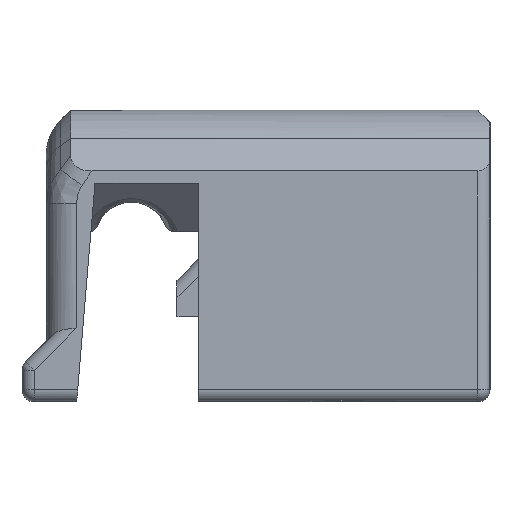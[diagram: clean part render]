
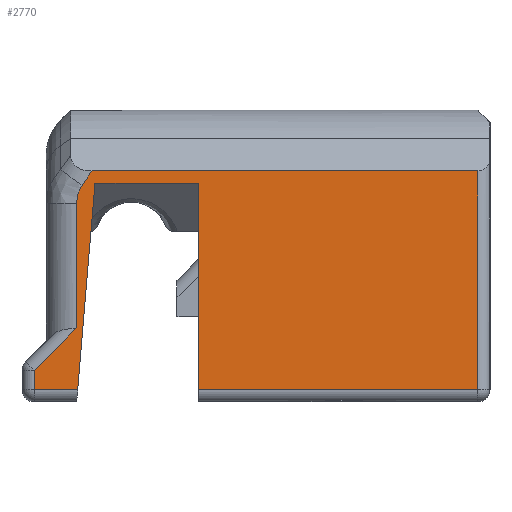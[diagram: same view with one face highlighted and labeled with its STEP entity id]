
A CAD part, left-side view. The second image highlights one B-rep face of the part: STEP entity #2770.
In plain terms, the highlighted planar face has unit normal (-1, 0, 0).
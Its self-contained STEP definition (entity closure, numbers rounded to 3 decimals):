
#80=PLANE('',#3012);
#178=LINE('',#3981,#483);
#227=LINE('',#4415,#532);
#244=LINE('',#4457,#549);
#247=LINE('',#4468,#552);
#248=LINE('',#4475,#553);
#259=LINE('',#4519,#564);
#261=LINE('',#4538,#566);
#264=LINE('',#4545,#569);
#281=LINE('',#4635,#586);
#309=LINE('',#4696,#614);
#310=LINE('',#4697,#615);
#483=VECTOR('',#3173,10.);
#532=VECTOR('',#3294,10.);
#549=VECTOR('',#3327,10.);
#552=VECTOR('',#3338,10.);
#553=VECTOR('',#3347,10.);
#564=VECTOR('',#3384,10.);
#566=VECTOR('',#3392,10.);
#569=VECTOR('',#3401,10.);
#586=VECTOR('',#3490,10.);
#614=VECTOR('',#3548,10.);
#615=VECTOR('',#3549,10.);
#799=ELLIPSE('',#2872,2.121,1.5);
#909=FACE_OUTER_BOUND('',#1068,.T.);
#1068=EDGE_LOOP('',(#2275,#2276,#2277,#2278,#2279,#2280,#2281,#2282,#2283,
#2284,#2285,#2286));
#1211=VERTEX_POINT('',#3915);
#1212=VERTEX_POINT('',#3917);
#1234=VERTEX_POINT('',#3980);
#1300=VERTEX_POINT('',#4412);
#1301=VERTEX_POINT('',#4414);
#1317=VERTEX_POINT('',#4454);
#1318=VERTEX_POINT('',#4456);
#1320=VERTEX_POINT('',#4462);
#1324=VERTEX_POINT('',#4474);
#1335=VERTEX_POINT('',#4516);
#1336=VERTEX_POINT('',#4518);
#1374=VERTEX_POINT('',#4695);
#1462=EDGE_CURVE('',#1211,#1212,#799,.T.);
#1494=EDGE_CURVE('',#1212,#1234,#178,.T.);
#1577=EDGE_CURVE('',#1301,#1300,#227,.T.);
#1598=EDGE_CURVE('',#1317,#1318,#244,.T.);
#1604=EDGE_CURVE('',#1318,#1320,#247,.T.);
#1607=EDGE_CURVE('',#1320,#1324,#248,.T.);
#1625=EDGE_CURVE('',#1335,#1336,#259,.T.);
#1631=EDGE_CURVE('',#1336,#1300,#261,.T.);
#1635=EDGE_CURVE('',#1234,#1335,#264,.T.);
#1673=EDGE_CURVE('',#1324,#1211,#281,.T.);
#1703=EDGE_CURVE('',#1374,#1317,#309,.T.);
#1704=EDGE_CURVE('',#1301,#1374,#310,.T.);
#2275=ORIENTED_EDGE('',*,*,#1462,.F.);
#2276=ORIENTED_EDGE('',*,*,#1673,.F.);
#2277=ORIENTED_EDGE('',*,*,#1607,.F.);
#2278=ORIENTED_EDGE('',*,*,#1604,.F.);
#2279=ORIENTED_EDGE('',*,*,#1598,.F.);
#2280=ORIENTED_EDGE('',*,*,#1703,.F.);
#2281=ORIENTED_EDGE('',*,*,#1704,.F.);
#2282=ORIENTED_EDGE('',*,*,#1577,.T.);
#2283=ORIENTED_EDGE('',*,*,#1631,.F.);
#2284=ORIENTED_EDGE('',*,*,#1625,.F.);
#2285=ORIENTED_EDGE('',*,*,#1635,.F.);
#2286=ORIENTED_EDGE('',*,*,#1494,.F.);
#2770=ADVANCED_FACE('',(#909),#80,.T.);
#2872=AXIS2_PLACEMENT_3D('',#3918,#3113,#3114);
#3012=AXIS2_PLACEMENT_3D('',#4694,#3546,#3547);
#3113=DIRECTION('center_axis',(1.,0.,0.));
#3114=DIRECTION('ref_axis',(0.,0.,
1.));
#3173=DIRECTION('',(0.,-0.577,0.816));
#3294=DIRECTION('',(0.,0.,-1.));
#3327=DIRECTION('',(0.,1.,0.));
#3338=DIRECTION('',(0.,0.,1.));
#3347=DIRECTION('',(0.,-0.707,0.707));
#3384=DIRECTION('',(0.,0.,-1.));
#3392=DIRECTION('',(0.,1.,0.));
#3401=DIRECTION('',(0.,-1.,0.));
#3490=DIRECTION('',(0.,0.,1.));
#3546=DIRECTION('center_axis',(-1.,0.,0.));
#3547=DIRECTION('ref_axis',(0.,1.,0.));
#3548=DIRECTION('',(0.,0.083,-0.997));
#3549=DIRECTION('',(0.,1.,0.));
#3915=CARTESIAN_POINT('',(-48.25,16.75,-7.672));
#3917=CARTESIAN_POINT('',(-48.25,16.311,-6.172));
#3918=CARTESIAN_POINT('Origin',(-48.25,15.25,-7.672));
#3980=CARTESIAN_POINT('',(-48.25,15.482,-5.));
#3981=CARTESIAN_POINT('',(-48.25,14.304,-3.333));
#4412=CARTESIAN_POINT('',(-48.25,6.75,-23.));
#4414=CARTESIAN_POINT('',(-48.25,6.75,-6.));
#4415=CARTESIAN_POINT('',(-48.25,6.75,0.));
#4454=CARTESIAN_POINT('',(-48.25,16.667,-23.));
#4456=CARTESIAN_POINT('',(-48.25,20.25,-23.));
#4457=CARTESIAN_POINT('',(-48.25,16.25,-23.));
#4462=CARTESIAN_POINT('',(-48.25,20.25,-21.414));
#4468=CARTESIAN_POINT('',(-48.25,20.25,-9.5));
#4474=CARTESIAN_POINT('',(-48.25,16.75,-17.914));
#4475=CARTESIAN_POINT('',(-48.25,13.293,-14.457));
#4516=CARTESIAN_POINT('',(-48.25,-16.25,-5.));
#4518=CARTESIAN_POINT('',(-48.25,-16.25,-23.));
#4519=CARTESIAN_POINT('',(-48.25,-16.25,0.));
#4538=CARTESIAN_POINT('',(-48.25,0.,-23.));
#4545=CARTESIAN_POINT('',(-48.25,8.125,-5.));
#4635=CARTESIAN_POINT('',(-48.25,16.75,0.));
#4694=CARTESIAN_POINT('Origin',(-48.25,15.25,0.));
#4695=CARTESIAN_POINT('',(-48.25,15.25,-6.));
#4696=CARTESIAN_POINT('',(-48.25,15.377,-7.521));
#4697=CARTESIAN_POINT('',(-48.25,-17.25,-6.));
